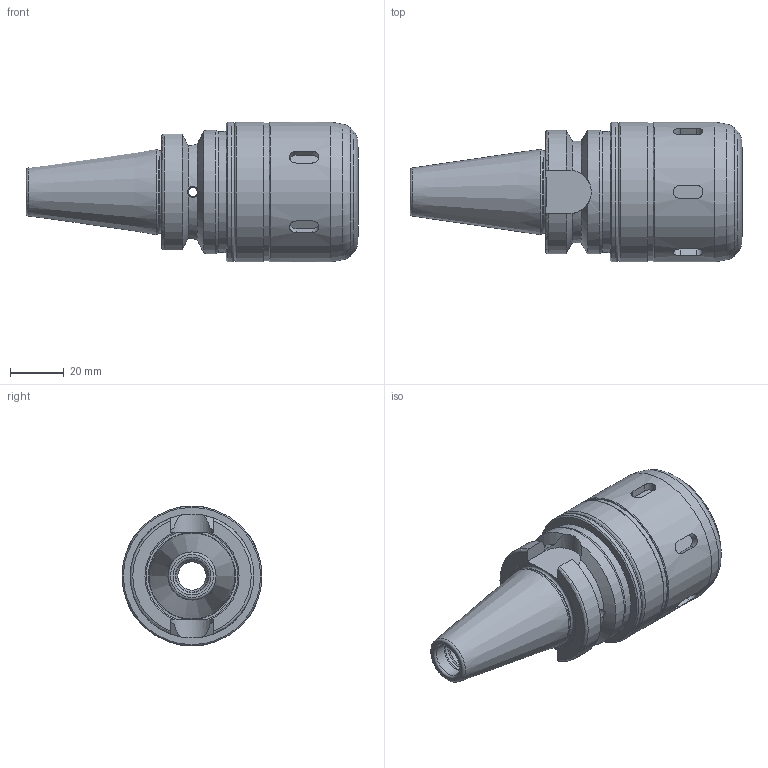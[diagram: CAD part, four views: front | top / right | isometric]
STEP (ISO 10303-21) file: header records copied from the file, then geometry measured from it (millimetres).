
FILE_DESCRIPTION((''),'2;1');
FILE_NAME('314040120075-3D.stp','2020-03-27T14:42:58',('nttooll'),(''),'Autodesk Inventor 2012','Autodesk Inventor 2012','');
FILE_SCHEMA(('AUTOMOTIVE_DESIGN { 1 0 10303 214 1 1 1 1 }'));
Length unit declared in the file: millimetre
Products named in the file (1): 314040120075-3D
Bounding box: 123.4 x 52 x 52 mm (x, y, z)
Volume: 132660.7 mm3; surface area: 27068.8 mm2
Topology: 1 solids, 1 shells, 112 faces, 260 edges, 163 vertices
Faces by surface type: cylinder 41, plane 38, cone 19, torus 14
Full cylindrical faces by diameter (mm): 3.4 x2, 4 x2, 10.5 x1, 11.2 x1, 12 x2, 12.5 x1, 12.9 x1, 20 x1, 20.2 x1, 20.5 x1, 30.8 x1, 43 x1, 45 x1, 46 x1, 51 x1, 52 x3
Entity records: 3312 total; most frequent: CARTESIAN_POINT 975, DIRECTION 474, ORIENTED_EDGE 414, EDGE_CURVE 207, AXIS2_PLACEMENT_3D 202, EDGE_LOOP 178, VERTEX_POINT 157, FACE_OUTER_BOUND 112
